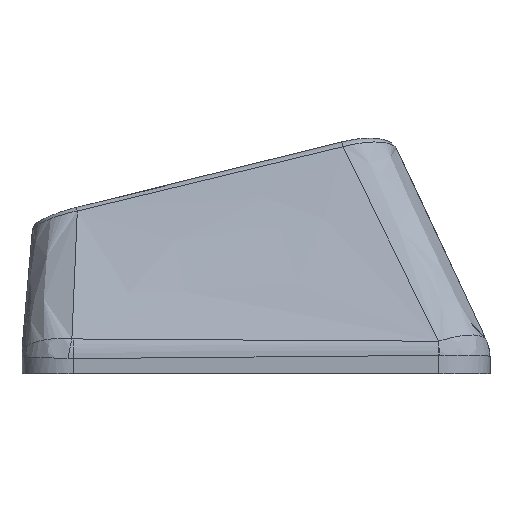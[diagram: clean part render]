
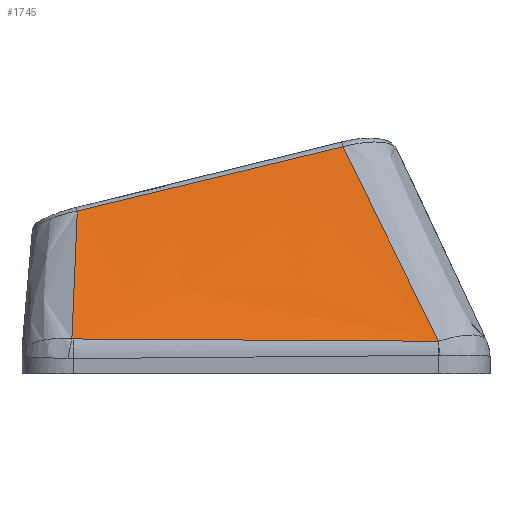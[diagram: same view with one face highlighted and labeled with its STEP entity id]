
A CAD part, left-side view. The second image highlights one B-rep face of the part: STEP entity #1745.
In plain terms, the highlighted free-form (B-spline) face has degree [3, 3] with [4, 4] control points.
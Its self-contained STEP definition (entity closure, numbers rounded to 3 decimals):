
#236=FACE_OUTER_BOUND('',#325,.T.);
#325=EDGE_LOOP('',(#1334,#1335,#1336,#1337,#1338,#1339));
#500=B_SPLINE_CURVE_WITH_KNOTS('',3,(#3631,#3632,#3633,#3634),
 .UNSPECIFIED.,.F.,.F.,(4,4),(0.,0.001),.UNSPECIFIED.);
#502=B_SPLINE_CURVE_WITH_KNOTS('',3,(#3658,#3659,#3660,#3661),
 .UNSPECIFIED.,.F.,.F.,(4,4),(0.,1.416),.UNSPECIFIED.);
#504=B_SPLINE_CURVE_WITH_KNOTS('',3,(#3685,#3686,#3687,#3688),
 .UNSPECIFIED.,.F.,.F.,(4,4),(0.,0.005),
 .UNSPECIFIED.);
#519=B_SPLINE_CURVE_WITH_KNOTS('',3,(#3964,#3965,#3966,#3967),
 .UNSPECIFIED.,.F.,.F.,(4,4),(0.03,0.922),
 .UNSPECIFIED.);
#520=B_SPLINE_CURVE_WITH_KNOTS('',3,(#3969,#3970,#3971,#3972),
 .UNSPECIFIED.,.F.,.F.,(4,4),(-1.06,0.),
 .UNSPECIFIED.);
#521=B_SPLINE_CURVE_WITH_KNOTS('',3,(#3973,#3974,#3975,#3976),
 .UNSPECIFIED.,.F.,.F.,(4,4),(-0.6,-0.022),
 .UNSPECIFIED.);
#697=VERTEX_POINT('',#3593);
#699=VERTEX_POINT('',#3624);
#701=VERTEX_POINT('',#3651);
#703=VERTEX_POINT('',#3678);
#719=VERTEX_POINT('',#3963);
#720=VERTEX_POINT('',#3968);
#923=EDGE_CURVE('',#697,#699,#500,.T.);
#926=EDGE_CURVE('',#699,#701,#502,.T.);
#929=EDGE_CURVE('',#701,#703,#504,.T.);
#953=EDGE_CURVE('',#719,#697,#519,.T.);
#954=EDGE_CURVE('',#720,#719,#520,.T.);
#955=EDGE_CURVE('',#703,#720,#521,.T.);
#1334=ORIENTED_EDGE('',*,*,#929,.F.);
#1335=ORIENTED_EDGE('',*,*,#926,.F.);
#1336=ORIENTED_EDGE('',*,*,#923,.F.);
#1337=ORIENTED_EDGE('',*,*,#953,.F.);
#1338=ORIENTED_EDGE('',*,*,#954,.F.);
#1339=ORIENTED_EDGE('',*,*,#955,.F.);
#1689=B_SPLINE_SURFACE_WITH_KNOTS('',3,3,((#3947,#3948,#3949,#3950),(#3951,
#3952,#3953,#3954),(#3955,#3956,#3957,#3958),(#3959,#3960,#3961,#3962)),
 .UNSPECIFIED.,.F.,.F.,.F.,(4,4),(4,4),(0.103,0.893),
(0.032,0.968),.UNSPECIFIED.);
#1745=ADVANCED_FACE('',(#236),#1689,.T.);
#3593=CARTESIAN_POINT('',(-11.358,-7.087,0.264));
#3624=CARTESIAN_POINT('',(-11.358,-7.077,0.264));
#3631=CARTESIAN_POINT('Ctrl Pts',(-11.358,-7.087,0.264));
#3632=CARTESIAN_POINT('Ctrl Pts',(-11.358,-7.083,0.264));
#3633=CARTESIAN_POINT('Ctrl Pts',(-11.358,-7.08,0.264));
#3634=CARTESIAN_POINT('Ctrl Pts',(-11.358,-7.077,0.264));
#3651=CARTESIAN_POINT('',(-11.253,7.09,0.353));
#3658=CARTESIAN_POINT('Ctrl Pts',(-11.358,-7.077,0.264));
#3659=CARTESIAN_POINT('Ctrl Pts',(-11.337,-2.356,0.287));
#3660=CARTESIAN_POINT('Ctrl Pts',(-11.31,2.366,0.316));
#3661=CARTESIAN_POINT('Ctrl Pts',(-11.253,7.09,0.353));
#3678=CARTESIAN_POINT('',(-11.25,7.144,0.358));
#3685=CARTESIAN_POINT('Ctrl Pts',(-11.253,7.09,0.353));
#3686=CARTESIAN_POINT('Ctrl Pts',(-11.253,7.108,0.353));
#3687=CARTESIAN_POINT('Ctrl Pts',(-11.252,7.126,0.355));
#3688=CARTESIAN_POINT('Ctrl Pts',(-11.25,7.144,0.358));
#3947=CARTESIAN_POINT('Ctrl Pts',(-8.343,-3.781,7.908));
#3948=CARTESIAN_POINT('Ctrl Pts',(-9.348,-4.883,5.36));
#3949=CARTESIAN_POINT('Ctrl Pts',(-10.353,-5.985,2.812));
#3950=CARTESIAN_POINT('Ctrl Pts',(-11.358,-7.087,0.264));
#3951=CARTESIAN_POINT('Ctrl Pts',(-8.343,-0.13,
7.03));
#3952=CARTESIAN_POINT('Ctrl Pts',(-9.348,-0.868,
4.765));
#3953=CARTESIAN_POINT('Ctrl Pts',(-10.353,-1.606,2.5));
#3954=CARTESIAN_POINT('Ctrl Pts',(-11.358,-2.344,0.235));
#3955=CARTESIAN_POINT('Ctrl Pts',(-8.343,3.52,6.151));
#3956=CARTESIAN_POINT('Ctrl Pts',(-9.348,3.146,4.169));
#3957=CARTESIAN_POINT('Ctrl Pts',(-10.353,2.773,2.187));
#3958=CARTESIAN_POINT('Ctrl Pts',(-11.358,2.399,0.205));
#3959=CARTESIAN_POINT('Ctrl Pts',(-8.343,7.17,5.273));
#3960=CARTESIAN_POINT('Ctrl Pts',(-9.348,7.161,3.574));
#3961=CARTESIAN_POINT('Ctrl Pts',(-10.353,7.152,1.875));
#3962=CARTESIAN_POINT('Ctrl Pts',(-11.358,7.143,0.176));
#3963=CARTESIAN_POINT('',(-8.343,-3.37,7.809));
#3964=CARTESIAN_POINT('Ctrl Pts',(-8.343,-3.37,7.809));
#3965=CARTESIAN_POINT('Ctrl Pts',(-9.361,-4.619,5.302));
#3966=CARTESIAN_POINT('Ctrl Pts',(-10.363,-5.856,2.785));
#3967=CARTESIAN_POINT('Ctrl Pts',(-11.358,-7.087,0.264));
#3968=CARTESIAN_POINT('',(-8.349,6.935,5.318));
#3969=CARTESIAN_POINT('Ctrl Pts',(-8.349,6.935,5.318));
#3970=CARTESIAN_POINT('Ctrl Pts',(-8.348,3.499,6.144));
#3971=CARTESIAN_POINT('Ctrl Pts',(-8.345,0.064,
6.976));
#3972=CARTESIAN_POINT('Ctrl Pts',(-8.343,-3.37,7.809));
#3973=CARTESIAN_POINT('Ctrl Pts',(-11.25,7.144,0.358));
#3974=CARTESIAN_POINT('Ctrl Pts',(-10.275,7.059,2.008));
#3975=CARTESIAN_POINT('Ctrl Pts',(-9.307,6.987,3.661));
#3976=CARTESIAN_POINT('Ctrl Pts',(-8.349,6.935,5.318));
